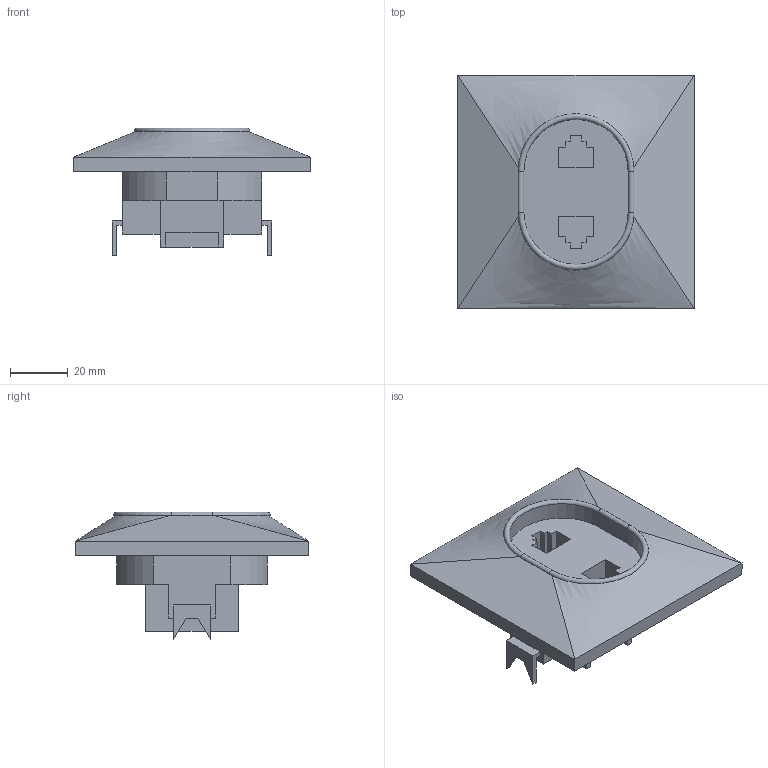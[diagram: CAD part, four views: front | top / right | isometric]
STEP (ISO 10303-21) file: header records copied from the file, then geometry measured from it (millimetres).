
FILE_DESCRIPTION (( 'STEP AP203' ), '1' );
FILE_NAME ('ETK20-K01-DM ÐÒ12-ÊÁ Ðîçåòêà 2ìåñòí. òåëåôîííàÿ ÊÂÀÐÒÀ (áåëûé).STEP', '2016-11-23T11:19:41', ( '' ), ( '' ), 'SwSTEP 2.0', 'SolidWorks 2014', '' );
FILE_SCHEMA (( 'CONFIG_CONTROL_DESIGN' ));
Length unit declared in the file: millimetre
Products named in the file (1): ETK20-K01-DM ÐÒ12-ÊÁ Ðîçåòêà 2ìåñòí. òåëåôîííàÿ ÊÂÀÐÒÀ (áåëûé)
Bounding box: 81.5 x 80.5 x 44 mm (x, y, z)
Volume: 79218.4 mm3; surface area: 29093.8 mm2
Topology: 1 solids, 1 shells, 131 faces, 352 edges, 232 vertices
Faces by surface type: plane 95, cylinder 32, bspline 2, torus 2
Full cylindrical faces by diameter (mm): 4 x4
Entity records: 4287 total; most frequent: CARTESIAN_POINT 846, ORIENTED_EDGE 696, DIRECTION 676, EDGE_CURVE 348, LINE 280, VECTOR 280, VERTEX_POINT 232, AXIS2_PLACEMENT_3D 198
